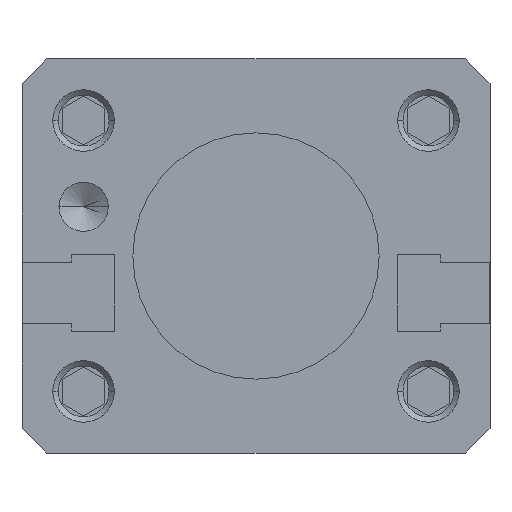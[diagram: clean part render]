
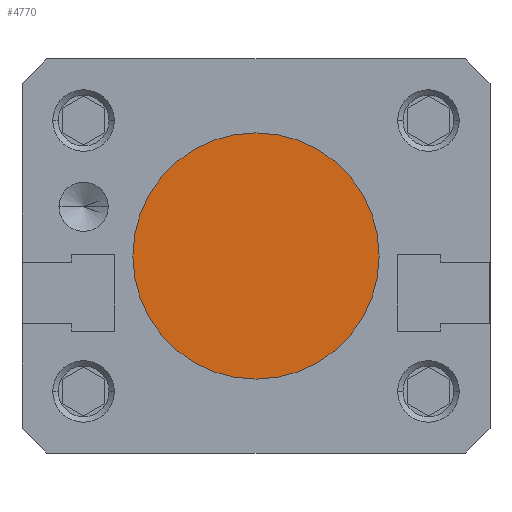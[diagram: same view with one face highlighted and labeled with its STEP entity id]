
A CAD part, front view. The second image highlights one B-rep face of the part: STEP entity #4770.
In plain terms, the highlighted planar face has unit normal (0, -1, 0).
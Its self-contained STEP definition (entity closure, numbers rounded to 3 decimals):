
#4202 = VERTEX_POINT( '', #9192 );
#4770 = ADVANCED_FACE( '', ( #9856 ), #9857, .F. );
#4834 = EDGE_CURVE( '', #5398, #4202, #9926, .T. );
#5398 = VERTEX_POINT( '', #10547 );
#6196 = EDGE_CURVE( '', #4202, #5398, #11419, .T. );
#9192 = CARTESIAN_POINT( '', ( -10., 2.5, 0. ) );
#9856 = FACE_OUTER_BOUND( '', #16336, .T. );
#9857 = PLANE( '', #16337 );
#9926 = CIRCLE( '', #16442, 10. );
#10547 = CARTESIAN_POINT( '', ( 10., 2.5, 0. ) );
#11419 = CIRCLE( '', #18740, 10. );
#16336 = EDGE_LOOP( '', ( #23558, #23559 ) );
#16337 = AXIS2_PLACEMENT_3D( '', #23560, #23561, #23562 );
#16442 = AXIS2_PLACEMENT_3D( '', #23625, #23626, #23627 );
#18740 = AXIS2_PLACEMENT_3D( '', #25201, #25202, #25203 );
#23558 = ORIENTED_EDGE( '', *, *, #4834, .T. );
#23559 = ORIENTED_EDGE( '', *, *, #6196, .T. );
#23560 = CARTESIAN_POINT( '', ( 0., 2.5, 0. ) );
#23561 = DIRECTION( '', ( 0., 1., 0. ) );
#23562 = DIRECTION( '', ( 0., 0., 1. ) );
#23625 = CARTESIAN_POINT( '', ( 0., 2.5, 0. ) );
#23626 = DIRECTION( '', ( 0., -1., 0. ) );
#23627 = DIRECTION( '', ( 1., 0., 0. ) );
#25201 = CARTESIAN_POINT( '', ( 0., 2.5, 0. ) );
#25202 = DIRECTION( '', ( 0., -1., 0. ) );
#25203 = DIRECTION( '', ( 1., 0., 0. ) );
